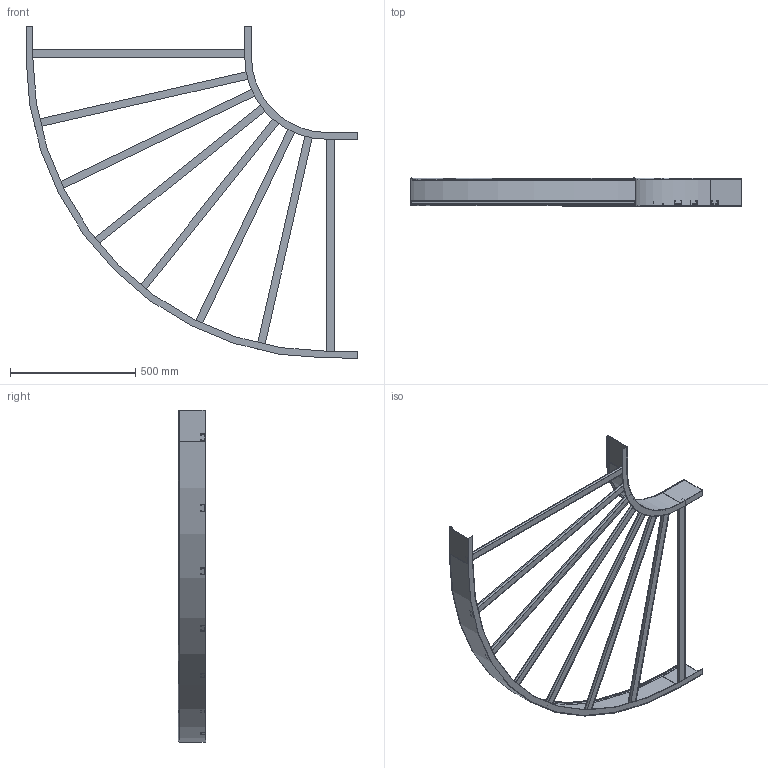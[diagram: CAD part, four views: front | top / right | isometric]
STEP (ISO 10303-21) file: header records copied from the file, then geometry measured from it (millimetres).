
FILE_DESCRIPTION (( 'STEP AP214' ), '1' );
FILE_NAME ('6225188.STP', '2017-03-23T12:39:00', ( '' ), ( '' ), 'SwSTEP 2.0', 'SolidWorks 2016', '' );
FILE_SCHEMA (( 'AUTOMOTIVE_DESIGN' ));
Length unit declared in the file: millimetre
Products named in the file (4): 6225188; 082108_L893; 087828_Auáenholm 110xR1200; 087827_Innenholm 110xR300
Assembly tree (10 placements, depth 2):
  6225188
    087827_Innenholm 110xR300
    087828_Auáenholm 110xR1200
    082108_L893  x8
Bounding box: 1325 x 110 x 1325 mm (x, y, z)
Volume: 1771445.3 mm3; surface area: 1814675.8 mm2
Topology: 10 solids, 10 shells, 312 faces, 836 edges, 544 vertices
Faces by surface type: plane 290, cylinder 18, torus 4
Entity records: 3118 total; most frequent: CARTESIAN_POINT 515, DIRECTION 514, ORIENTED_EDGE 496, EDGE_CURVE 248, VECTOR 212, LINE 212, VERTEX_POINT 152, AXIS2_PLACEMENT_3D 151
